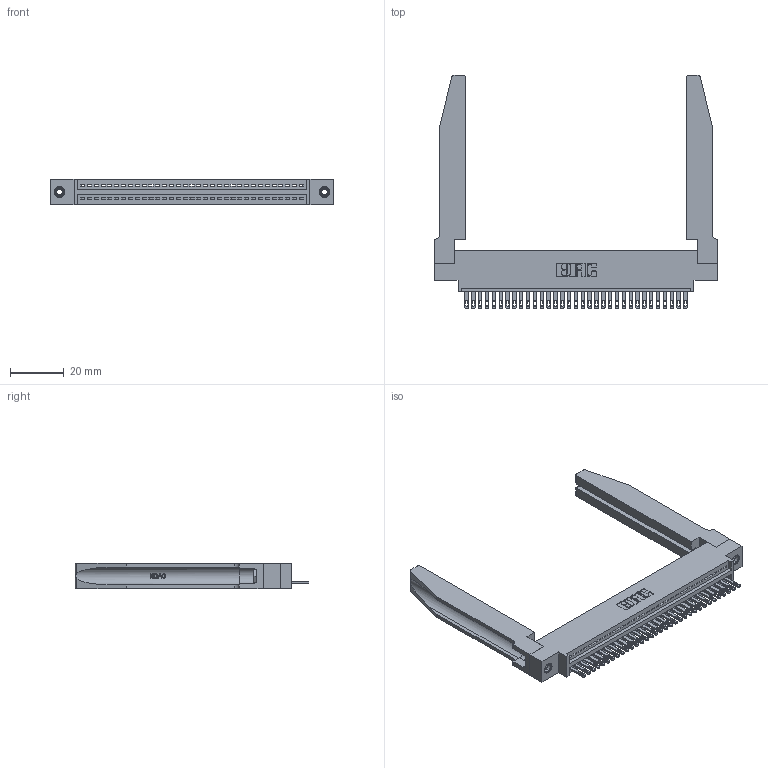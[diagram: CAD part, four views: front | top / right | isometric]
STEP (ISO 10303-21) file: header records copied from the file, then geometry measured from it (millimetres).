
FILE_DESCRIPTION (( 'STEP AP203' ), '1' );
FILE_NAME ('345-033-500-678.STEP', '2019-10-07T15:20:53', ( '' ), ( '' ), 'SwSTEP 2.0', 'SolidWorks 2016', '' );
FILE_SCHEMA (( 'CONFIG_CONTROL_DESIGN' ));
Length unit declared in the file: inch
Products named in the file (5): 345-250-001_345-250-001-102; 345-220-078_345-220-078; 345 Part_0.170 Offset - 0.156 Dia-TH; 345-292-001_345-293-100; 345-033-500-678
Assembly tree (38 placements, depth 2):
  345-033-500-678
    345 Part_0.170 Offset - 0.156 Dia-TH
    345-292-001_345-293-100  x33
    345-250-001_345-250-001-102  x2
    345-220-078_345-220-078  x2
Bounding box: 105.05 x 86.79 x 9.4 mm (x, y, z)
Volume: 17582 mm3; surface area: 19962.5 mm2
Topology: 38 solids, 38 shells, 2146 faces, 6505 edges, 4326 vertices
Faces by surface type: plane 1348, cylinder 746, bspline 36, cone 12, torus 4
Entity records: 30850 total; most frequent: CARTESIAN_POINT 6242, ORIENTED_EDGE 5106, DIRECTION 4473, EDGE_CURVE 2553, LINE 2191, VECTOR 2191, VERTEX_POINT 1696, AXIS2_PLACEMENT_3D 1141
